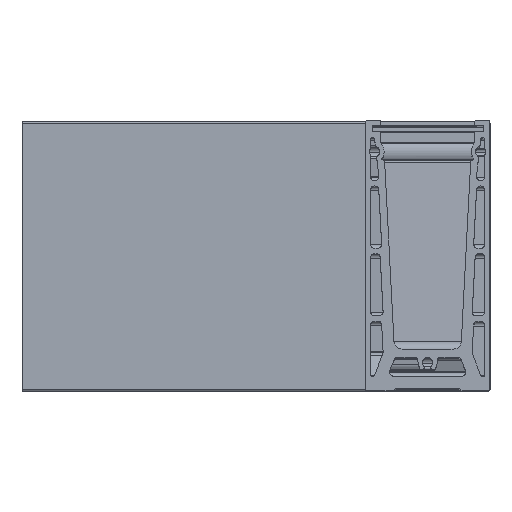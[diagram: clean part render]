
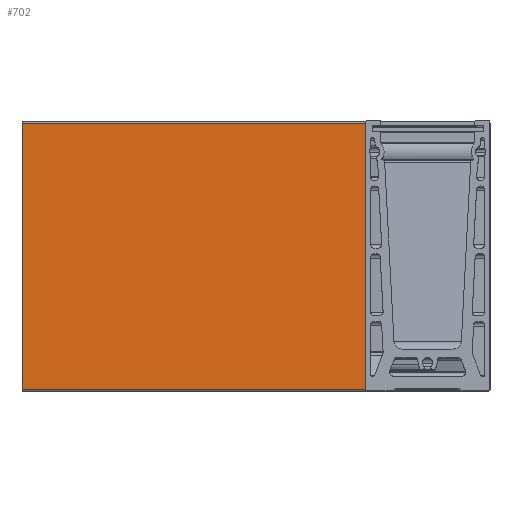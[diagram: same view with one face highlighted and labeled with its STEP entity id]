
A CAD part, top view. The second image highlights one B-rep face of the part: STEP entity #702.
In plain terms, the highlighted planar face has unit normal (0, 0, 1).
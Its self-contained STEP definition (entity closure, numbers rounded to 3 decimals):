
#6 = AXIS2_PLACEMENT_3D ( 'NONE', #7386, #2350, #7558 ) ;
#241 = LINE ( 'NONE', #1843, #7920 ) ;
#594 = VERTEX_POINT ( 'NONE', #4554 ) ;
#702 = ADVANCED_FACE ( 'NONE', ( #4957 ), #8464, .T. ) ;
#712 = ORIENTED_EDGE ( 'NONE', *, *, #4715, .T. ) ;
#1200 = CARTESIAN_POINT ( 'NONE',  ( 0., 1., 30. ) ) ;
#1843 = CARTESIAN_POINT ( 'NONE',  ( 0., 129., 30. ) ) ;
#1870 = EDGE_LOOP ( 'NONE', ( #5694, #712, #8860, #3398 ) ) ;
#1923 = DIRECTION ( 'NONE',  ( 1., 0., 0. ) ) ;
#2035 = VERTEX_POINT ( 'NONE', #1200 ) ;
#2350 = DIRECTION ( 'NONE',  ( 0., 0., 1. ) ) ;
#3139 = EDGE_CURVE ( 'NONE', #5065, #594, #241, .T. ) ;
#3398 = ORIENTED_EDGE ( 'NONE', *, *, #6902, .T. ) ;
#3411 = VECTOR ( 'NONE', #1923, 1000. ) ;
#3574 = CARTESIAN_POINT ( 'NONE',  ( 165.2, 1., 30. ) ) ;
#4554 = CARTESIAN_POINT ( 'NONE',  ( 165.2, 129., 30. ) ) ;
#4715 = EDGE_CURVE ( 'NONE', #6441, #594, #9859, .T. ) ;
#4957 = FACE_OUTER_BOUND ( 'NONE', #1870, .T. ) ;
#5065 = VERTEX_POINT ( 'NONE', #6192 ) ;
#5518 = CARTESIAN_POINT ( 'NONE',  ( 165.2, 129., 30. ) ) ;
#5576 = DIRECTION ( 'NONE',  ( 0., 1., 0. ) ) ;
#5633 = DIRECTION ( 'NONE',  ( 0., -1., 0. ) ) ;
#5694 = ORIENTED_EDGE ( 'NONE', *, *, #8823, .T. ) ;
#6192 = CARTESIAN_POINT ( 'NONE',  ( 0., 129., 30. ) ) ;
#6441 = VERTEX_POINT ( 'NONE', #3574 ) ;
#6902 = EDGE_CURVE ( 'NONE', #5065, #2035, #9969, .T. ) ;
#7386 = CARTESIAN_POINT ( 'NONE',  ( 0., 129., 30. ) ) ;
#7558 = DIRECTION ( 'NONE',  ( 1., 0., 0. ) ) ;
#7920 = VECTOR ( 'NONE', #9858, 1000. ) ;
#8417 = VECTOR ( 'NONE', #5633, 1000. ) ;
#8464 = PLANE ( 'NONE',  #6 ) ;
#8823 = EDGE_CURVE ( 'NONE', #2035, #6441, #9717, .T. ) ;
#8860 = ORIENTED_EDGE ( 'NONE', *, *, #3139, .F. ) ;
#8882 = CARTESIAN_POINT ( 'NONE',  ( 0., 129., 30. ) ) ;
#9026 = CARTESIAN_POINT ( 'NONE',  ( 0., 1., 30. ) ) ;
#9717 = LINE ( 'NONE', #9026, #3411 ) ;
#9858 = DIRECTION ( 'NONE',  ( 1., 0., 0. ) ) ;
#9859 = LINE ( 'NONE', #5518, #10882 ) ;
#9969 = LINE ( 'NONE', #8882, #8417 ) ;
#10882 = VECTOR ( 'NONE', #5576, 1000. ) ;
